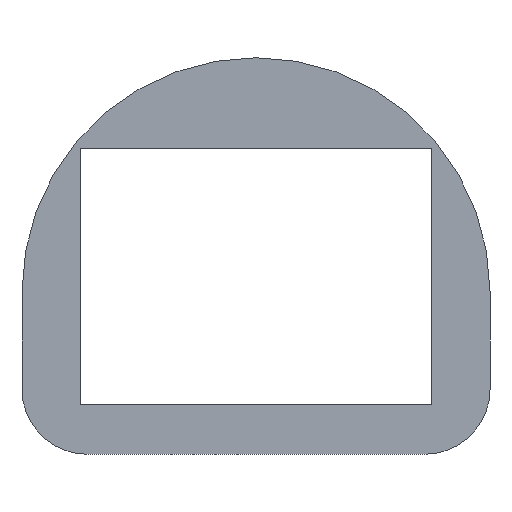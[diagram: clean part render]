
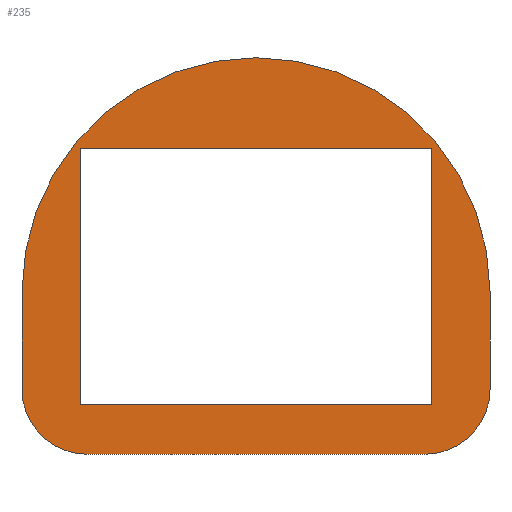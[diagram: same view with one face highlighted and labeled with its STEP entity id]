
A CAD part, front view. The second image highlights one B-rep face of the part: STEP entity #235.
In plain terms, the highlighted planar face has unit normal (0, -1, 0).
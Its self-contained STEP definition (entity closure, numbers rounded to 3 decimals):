
#35=CIRCLE('',#247,5.);
#36=CIRCLE('',#250,18.);
#37=CIRCLE('',#251,5.);
#45=VERTEX_POINT('',#315);
#46=VERTEX_POINT('',#317);
#48=VERTEX_POINT('',#323);
#50=VERTEX_POINT('',#329);
#53=VERTEX_POINT('',#339);
#54=VERTEX_POINT('',#341);
#55=VERTEX_POINT('',#345);
#57=VERTEX_POINT('',#351);
#58=VERTEX_POINT('',#353);
#59=VERTEX_POINT('',#355);
#65=VECTOR('',#262,1.);
#68=VECTOR('',#266,1.);
#71=VECTOR('',#270,1.);
#74=VECTOR('',#274,1.);
#77=VECTOR('',#284,1.);
#80=VECTOR('',#288,1.);
#81=VECTOR('',#291,1.);
#89=LINE('',#316,#65);
#92=LINE('',#322,#68);
#95=LINE('',#328,#71);
#98=LINE('',#333,#74);
#101=LINE('',#344,#77);
#104=LINE('',#350,#80);
#105=LINE('',#354,#81);
#113=EDGE_CURVE('',#46,#45,#89,.T.);
#116=EDGE_CURVE('',#48,#46,#92,.T.);
#119=EDGE_CURVE('',#50,#48,#95,.T.);
#122=EDGE_CURVE('',#45,#50,#98,.T.);
#125=EDGE_CURVE('',#53,#54,#35,.T.);
#127=EDGE_CURVE('',#54,#55,#101,.T.);
#130=EDGE_CURVE('',#57,#53,#104,.T.);
#131=EDGE_CURVE('',#58,#57,#36,.T.);
#132=EDGE_CURVE('',#59,#58,#105,.T.);
#133=EDGE_CURVE('',#55,#59,#37,.T.);
#165=ORIENTED_EDGE('',*,*,#113,.T.);
#166=ORIENTED_EDGE('',*,*,#122,.T.);
#167=ORIENTED_EDGE('',*,*,#119,.T.);
#168=ORIENTED_EDGE('',*,*,#116,.T.);
#169=ORIENTED_EDGE('',*,*,#125,.F.);
#170=ORIENTED_EDGE('',*,*,#130,.F.);
#171=ORIENTED_EDGE('',*,*,#131,.F.);
#172=ORIENTED_EDGE('',*,*,#132,.F.);
#173=ORIENTED_EDGE('',*,*,#133,.F.);
#174=ORIENTED_EDGE('',*,*,#127,.F.);
#207=EDGE_LOOP('',(#165,#166,#167,#168));
#208=EDGE_LOOP('',(#169,#170,#171,#172,#173,#174));
#221=FACE_BOUND('',#207,.T.);
#222=FACE_BOUND('',#208,.T.);
#235=ADVANCED_FACE('',(#221,#222),#377,.F.);
#247=AXIS2_PLACEMENT_3D('',#340,#280,#281);
#249=AXIS2_PLACEMENT_3D('',#349,#287,$);
#250=AXIS2_PLACEMENT_3D('',#352,#289,#290);
#251=AXIS2_PLACEMENT_3D('',#356,#292,#293);
#262=DIRECTION('',(-1.,0.,0.));
#266=DIRECTION('',(0.,0.,-1.));
#270=DIRECTION('',(1.,0.,0.));
#274=DIRECTION('',(0.,0.,1.));
#280=DIRECTION('',(0.,1.,0.));
#281=DIRECTION('',(3.536,0.,-3.536));
#284=DIRECTION('',(-1.,0.,0.));
#287=DIRECTION('',(0.,1.,0.));
#288=DIRECTION('',(0.,0.,-1.));
#289=DIRECTION('',(0.,1.,0.));
#290=DIRECTION('',(12.728,0.,12.728));
#291=DIRECTION('',(0.,0.,1.));
#292=DIRECTION('',(0.,1.,0.));
#293=DIRECTION('',(-3.536,0.,-3.536));
#315=CARTESIAN_POINT('',(-13.5,0.,3.8));
#316=CARTESIAN_POINT('',(0.,0.,3.8));
#317=CARTESIAN_POINT('',(13.5,0.,3.8));
#322=CARTESIAN_POINT('',(13.5,0.,14.45));
#323=CARTESIAN_POINT('',(13.5,0.,23.5));
#328=CARTESIAN_POINT('',(0.,0.,23.5));
#329=CARTESIAN_POINT('',(-13.5,0.,23.5));
#333=CARTESIAN_POINT('',(-13.5,0.,14.45));
#339=CARTESIAN_POINT('',(18.,0.,5.));
#340=CARTESIAN_POINT('',(13.,0.,5.));
#341=CARTESIAN_POINT('',(13.,0.,0.));
#344=CARTESIAN_POINT('',(18.,0.,0.));
#345=CARTESIAN_POINT('',(-13.,0.,0.));
#349=CARTESIAN_POINT('',(0.,0.,15.25));
#350=CARTESIAN_POINT('',(18.,0.,30.5));
#351=CARTESIAN_POINT('',(18.,0.,12.5));
#352=CARTESIAN_POINT('',(0.,0.,12.5));
#353=CARTESIAN_POINT('',(-18.,0.,12.5));
#354=CARTESIAN_POINT('',(-18.,0.,0.));
#355=CARTESIAN_POINT('',(-18.,0.,5.));
#356=CARTESIAN_POINT('',(-13.,0.,5.));
#377=PLANE('',#249);
